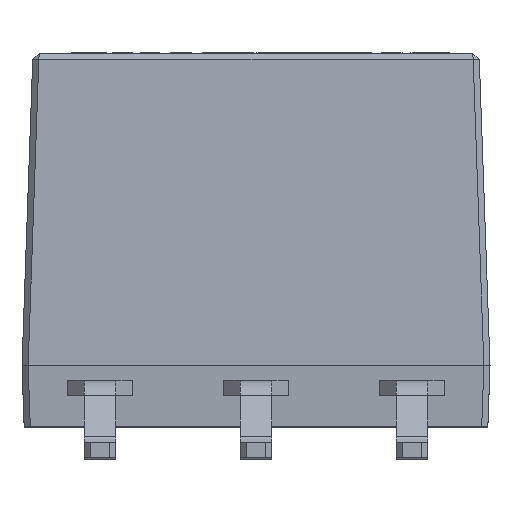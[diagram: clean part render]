
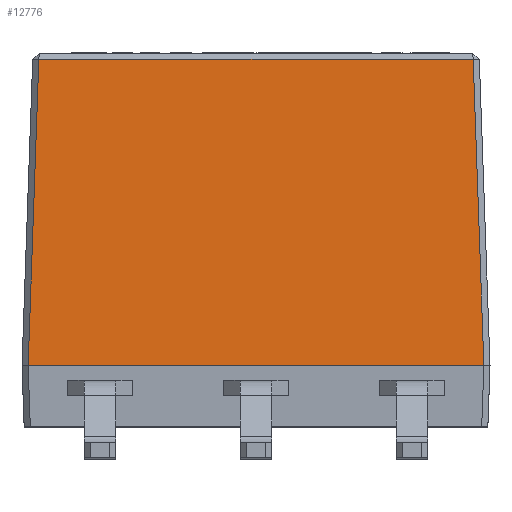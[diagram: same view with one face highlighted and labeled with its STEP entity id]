
A CAD part, top view. The second image highlights one B-rep face of the part: STEP entity #12776.
In plain terms, the highlighted planar face has unit normal (0, 0.035, 0.999).
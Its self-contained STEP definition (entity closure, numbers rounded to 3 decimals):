
#109 = ORIENTED_EDGE ( 'NONE', *, *, #14175, .T. ) ;
#362 = CARTESIAN_POINT ( 'NONE',  ( 3.71, 0.001, 3.43 ) ) ;
#593 = LINE ( 'NONE', #8009, #5187 ) ;
#1035 = CARTESIAN_POINT ( 'NONE',  ( -3.536, 4.98, 3.256 ) ) ;
#1152 = VECTOR ( 'NONE', #4178, 1000. ) ;
#1162 = VECTOR ( 'NONE', #6631, 1000. ) ;
#2192 = CARTESIAN_POINT ( 'NONE',  ( 3.701, 0.262, 3.421 ) ) ;
#3023 = DIRECTION ( 'NONE',  ( 0., -0.999, 0.035 ) ) ;
#3181 = FACE_OUTER_BOUND ( 'NONE', #12925, .T. ) ;
#3477 = CARTESIAN_POINT ( 'NONE',  ( 3.536, 4.98, 3.256 ) ) ;
#3565 = AXIS2_PLACEMENT_3D ( 'NONE', #14407, #9311, #3023 ) ;
#4043 = LINE ( 'NONE', #9007, #1162 ) ;
#4148 = EDGE_CURVE ( 'NONE', #7589, #15909, #14251, .T. ) ;
#4178 = DIRECTION ( 'NONE',  ( -1., 0., 0. ) ) ;
#4632 = VECTOR ( 'NONE', #12129, 1000. ) ;
#5187 = VECTOR ( 'NONE', #15544, 1000. ) ;
#5392 = CARTESIAN_POINT ( 'NONE',  ( -3.633, 4.98, 3.256 ) ) ;
#5639 = CARTESIAN_POINT ( 'NONE',  ( -3.71, -0.003, 3.43 ) ) ;
#6360 = LINE ( 'NONE', #5392, #1152 ) ;
#6631 = DIRECTION ( 'NONE',  ( 0.104, 0.994, -0.035 ) ) ;
#7085 = EDGE_CURVE ( 'NONE', #9147, #7589, #6360, .T. ) ;
#7191 = VECTOR ( 'NONE', #12038, 1000. ) ;
#7589 = VERTEX_POINT ( 'NONE', #1035 ) ;
#8009 = CARTESIAN_POINT ( 'NONE',  ( -3.81, 0., 3.43 ) ) ;
#8062 = ORIENTED_EDGE ( 'NONE', *, *, #12955, .T. ) ;
#8815 = ORIENTED_EDGE ( 'NONE', *, *, #7085, .T. ) ;
#9007 = CARTESIAN_POINT ( 'NONE',  ( 3.71, 0.003, 3.43 ) ) ;
#9147 = VERTEX_POINT ( 'NONE', #3477 ) ;
#9311 = DIRECTION ( 'NONE',  ( 0., 0.035, 0.999 ) ) ;
#9392 = PLANE ( 'NONE',  #3565 ) ;
#9476 = VERTEX_POINT ( 'NONE', #14541 ) ;
#9790 = LINE ( 'NONE', #2192, #4632 ) ;
#10507 = EDGE_CURVE ( 'NONE', #9476, #13233, #4043, .T. ) ;
#11609 = ORIENTED_EDGE ( 'NONE', *, *, #4148, .T. ) ;
#12038 = DIRECTION ( 'NONE',  ( -0.035, -0.999, 0.035 ) ) ;
#12129 = DIRECTION ( 'NONE',  ( -0.035, 0.999, -0.035 ) ) ;
#12776 = ADVANCED_FACE ( 'NONE', ( #3181 ), #9392, .T. ) ;
#12925 = EDGE_LOOP ( 'NONE', ( #109, #13885, #8062, #8815, #11609 ) ) ;
#12955 = EDGE_CURVE ( 'NONE', #13233, #9147, #9790, .T. ) ;
#13233 = VERTEX_POINT ( 'NONE', #362 ) ;
#13885 = ORIENTED_EDGE ( 'NONE', *, *, #10507, .T. ) ;
#14175 = EDGE_CURVE ( 'NONE', #15909, #9476, #593, .T. ) ;
#14251 = LINE ( 'NONE', #5639, #7191 ) ;
#14407 = CARTESIAN_POINT ( 'NONE',  ( -3.81, 0., 3.43 ) ) ;
#14541 = CARTESIAN_POINT ( 'NONE',  ( 3.71, 0., 3.43 ) ) ;
#15095 = CARTESIAN_POINT ( 'NONE',  ( -3.71, 0., 3.43 ) ) ;
#15544 = DIRECTION ( 'NONE',  ( 1., 0., 0. ) ) ;
#15909 = VERTEX_POINT ( 'NONE', #15095 ) ;
